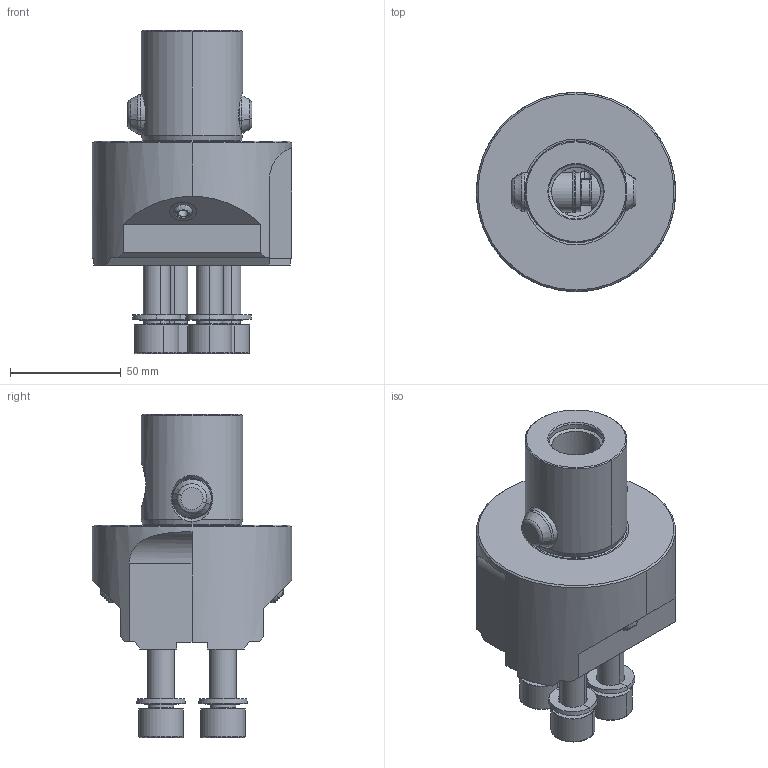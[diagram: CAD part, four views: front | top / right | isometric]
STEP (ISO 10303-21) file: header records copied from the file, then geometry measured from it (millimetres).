
FILE_DESCRIPTION(('no description'),'unknown implementation level');
FILE_NAME('62529B4B-2107-4D37-86AA-F9EEF7C1DCE2_export.stp',' ',('CIMSOURCE GmbH'),('CADClick - KiM GmbH - www.kimweb.de'),'unknown preprocess','ACIS','unknown authorization');
FILE_SCHEMA(('automotive_design'));
Length unit declared in the file: millimetre
Products named in the file (15): 315.701 Kaiser TWN 98-153 X CK7|693.185 Kaiser ETL �13_22L 10S_Standard;NONE; 315.701 Kaiser TWN 98-153 X CK7|315.750 Kaiser ETL M12_12.15 X 44_Standard;NONE; 315.701 Kaiser TWN 98-153 X CK7|691.507 Kaiser ETL �18 X 56K_Standard|693.306 Sprengring_Standard;NONE; 315.701 Kaiser TWN 98-153 X CK7|691.507 Kaiser ETL �18 X 56K_Standard|691.527 Mitnehmerbolzen_Standard;NONE; 315.701 Kaiser TWN 98-153 X CK7|315.730 Kaiser TW 98-153 X CK7B_Standard|315.730 Kaiser TW 98-153 X CK7B_Standard;NONE; 315.701 Kaiser TWN 98-153 X CK7|315.730 Kaiser TW 98-153 X CK7B_Standard|692.406 Kaiser ETL SD �12_Standard|692.406 Kugel � 10_Standard;NONE; 315.701 Kaiser TWN 98-153 X CK7|315.730 Kaiser TW 98-153 X CK7B_Standard|692.406 Kaiser ETL SD �12_Standard|692.406 D�senk�rper_Standard;NONE
Bounding box: 90 x 90 x 146 mm (x, y, z)
Volume: 389401.7 mm3; surface area: 68540 mm2
Topology: 15 solids, 15 shells, 456 faces, 1015 edges, 575 vertices
Faces by surface type: cone 168, cylinder 131, plane 91, torus 54, sphere 12
Entity records: 24830 total; most frequent: CARTESIAN_POINT 3034, DIRECTION 2365, STYLED_ITEM 2012, PRESENTATION_STYLE_ASSIGNMENT 2012, COLOUR_RGB 2012, ORIENTED_EDGE 1962, AXIS2_PLACEMENT_3D 999, EDGE_CURVE 981
